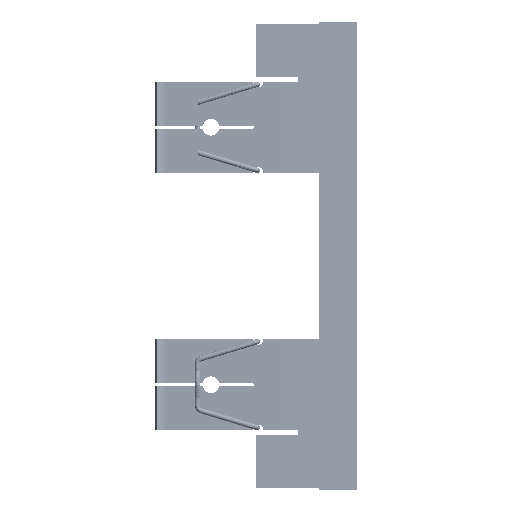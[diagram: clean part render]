
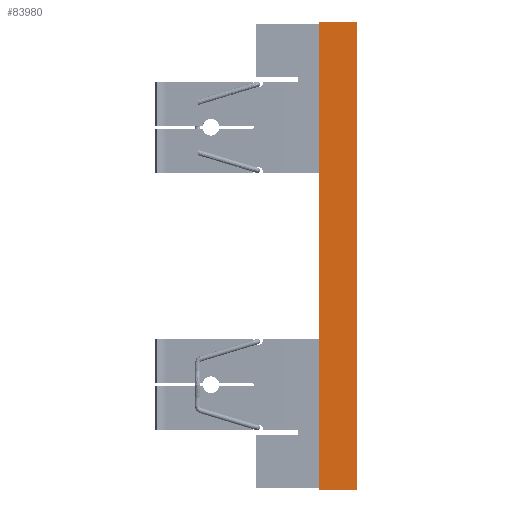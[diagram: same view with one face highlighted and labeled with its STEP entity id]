
A CAD part, left-side view. The second image highlights one B-rep face of the part: STEP entity #83980.
In plain terms, the highlighted planar face has unit normal (-1, 0, 0).
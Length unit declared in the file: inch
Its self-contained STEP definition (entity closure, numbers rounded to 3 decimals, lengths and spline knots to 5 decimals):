
#3 = AXIS2_PLACEMENT_3D ( 'NONE', #16217, #72867, #24422 ) ;
#1016 = VERTEX_POINT ( 'NONE', #104202 ) ;
#4656 = LINE ( 'NONE', #90998, #45522 ) ;
#7707 = PLANE ( 'NONE',  #3 ) ;
#11621 = FACE_OUTER_BOUND ( 'NONE', #90670, .T. ) ;
#16217 = CARTESIAN_POINT ( 'NONE',  ( -15.12671, 8.42307, -0.47038 ) ) ;
#16333 = CARTESIAN_POINT ( 'NONE',  ( -15.12671, 8.42307, -0.47038 ) ) ;
#24416 = EDGE_CURVE ( 'NONE', #37156, #39748, #30883, .T. ) ;
#24422 = DIRECTION ( 'NONE',  ( 0., 0., 1. ) ) ;
#30883 = LINE ( 'NONE', #46728, #52505 ) ;
#34667 = DIRECTION ( 'NONE',  ( 0., -1., 0. ) ) ;
#35020 = CARTESIAN_POINT ( 'NONE',  ( -15.12671, 8.42307, -0.47038 ) ) ;
#36986 = LINE ( 'NONE', #77730, #77291 ) ;
#37156 = VERTEX_POINT ( 'NONE', #38187 ) ;
#37705 = VECTOR ( 'NONE', #34667, 39.37008 ) ;
#38187 = CARTESIAN_POINT ( 'NONE',  ( -15.12671, 9.30307, -0.47038 ) ) ;
#38474 = ORIENTED_EDGE ( 'NONE', *, *, #48965, .T. ) ;
#38538 = DIRECTION ( 'NONE',  ( 0., 0., 1. ) ) ;
#39748 = VERTEX_POINT ( 'NONE', #48328 ) ;
#45522 = VECTOR ( 'NONE', #99395, 39.37008 ) ;
#46728 = CARTESIAN_POINT ( 'NONE',  ( -15.12671, 9.30307, -0.47038 ) ) ;
#48328 = CARTESIAN_POINT ( 'NONE',  ( -15.12671, 9.30307, 10.52962 ) ) ;
#48965 = EDGE_CURVE ( 'NONE', #49433, #1016, #4656, .T. ) ;
#49433 = VERTEX_POINT ( 'NONE', #16333 ) ;
#52505 = VECTOR ( 'NONE', #38538, 39.37008 ) ;
#54281 = DIRECTION ( 'NONE',  ( 0., -1., 0. ) ) ;
#61183 = ORIENTED_EDGE ( 'NONE', *, *, #24416, .F. ) ;
#69311 = EDGE_CURVE ( 'NONE', #39748, #1016, #36986, .T. ) ;
#72867 = DIRECTION ( 'NONE',  ( -1., 0., 0. ) ) ;
#77291 = VECTOR ( 'NONE', #54281, 39.37008 ) ;
#77730 = CARTESIAN_POINT ( 'NONE',  ( -15.12671, 8.42307, 10.52962 ) ) ;
#81591 = ORIENTED_EDGE ( 'NONE', *, *, #97836, .T. ) ;
#82973 = ORIENTED_EDGE ( 'NONE', *, *, #69311, .F. ) ;
#83980 = ADVANCED_FACE ( 'NONE', ( #11621 ), #7707, .T. ) ;
#90670 = EDGE_LOOP ( 'NONE', ( #82973, #61183, #81591, #38474 ) ) ;
#90998 = CARTESIAN_POINT ( 'NONE',  ( -15.12671, 8.42307, -0.47038 ) ) ;
#97836 = EDGE_CURVE ( 'NONE', #37156, #49433, #99351, .T. ) ;
#99351 = LINE ( 'NONE', #35020, #37705 ) ;
#99395 = DIRECTION ( 'NONE',  ( 0., 0., 1. ) ) ;
#104202 = CARTESIAN_POINT ( 'NONE',  ( -15.12671, 8.42307, 10.52962 ) ) ;
